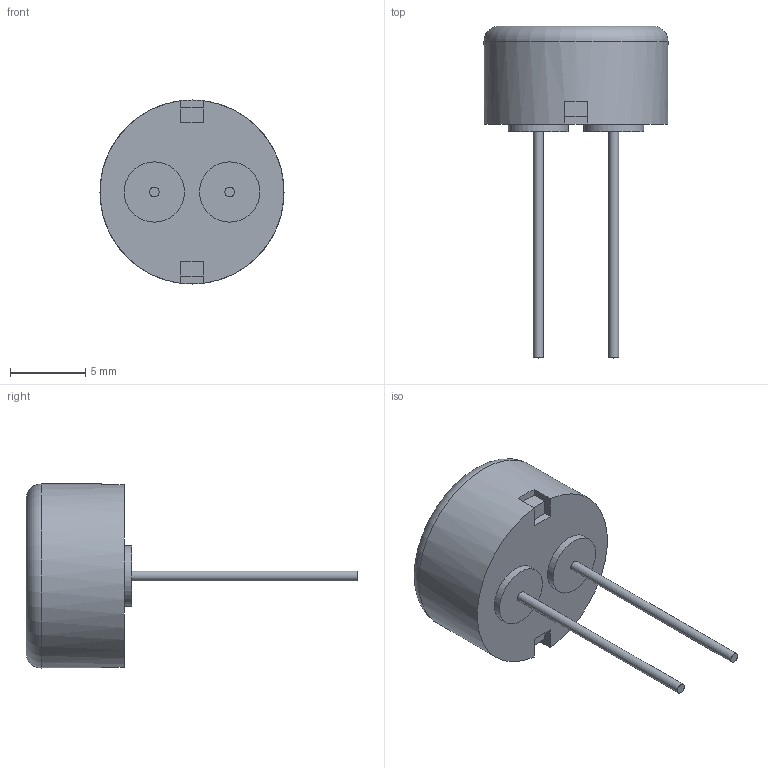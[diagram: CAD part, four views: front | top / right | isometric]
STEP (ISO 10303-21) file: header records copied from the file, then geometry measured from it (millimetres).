
FILE_DESCRIPTION (( 'STEP AP214' ), '1' );
FILE_NAME ('PS1240P02BT.STEP', '2021-05-24T13:03:45', ( '' ), ( '' ), 'SwSTEP 2.0', 'SolidWorks 2018', '' );
FILE_SCHEMA (( 'AUTOMOTIVE_DESIGN' ));
Length unit declared in the file: millimetre
Products named in the file (2): PS1240P02BT
Bounding box: 12.2 x 22 x 12.2 mm (x, y, z)
Volume: 763.5 mm3; surface area: 557.1 mm2
Topology: 1 solids, 1 shells, 28 faces, 60 edges, 40 vertices
Faces by surface type: plane 20, cylinder 7, torus 1
Full cylindrical faces by diameter (mm): 0.5 x1, 0.65 x2, 2.5 x1, 4 x2, 12.2 x1
Entity records: 1061 total; most frequent: DIRECTION 128, CARTESIAN_POINT 118, ORIENTED_EDGE 100, EDGE_CURVE 50, AXIS2_PLACEMENT_3D 48, EDGE_LOOP 42, VERTEX_POINT 38, FACE_OUTER_BOUND 36
